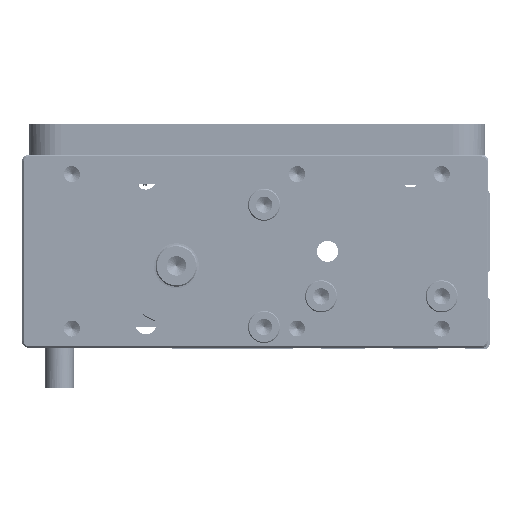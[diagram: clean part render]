
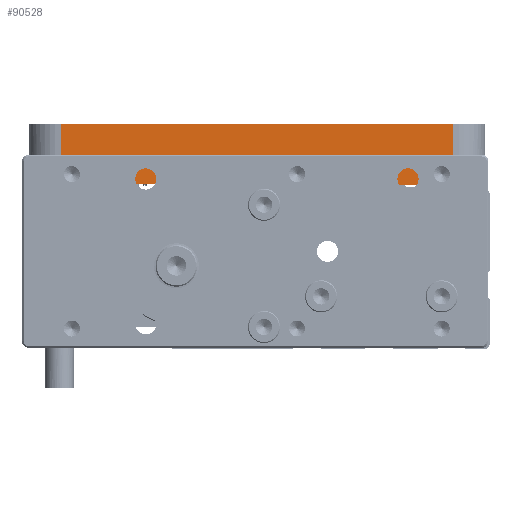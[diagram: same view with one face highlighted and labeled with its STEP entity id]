
A CAD part, left-side view. The second image highlights one B-rep face of the part: STEP entity #90528.
In plain terms, the highlighted face is planar.
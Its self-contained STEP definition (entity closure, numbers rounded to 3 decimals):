
#137 = VECTOR ( 'NONE', #96399, 1000. ) ;
#2126 = ORIENTED_EDGE ( 'NONE', *, *, #47868, .F. ) ;
#4047 = VECTOR ( 'NONE', #102127, 1000. ) ;
#4512 = DIRECTION ( 'NONE',  ( 0., 1., 0. ) ) ;
#4528 = ORIENTED_EDGE ( 'NONE', *, *, #17609, .T. ) ;
#8452 = DIRECTION ( 'NONE',  ( 0., 1., 0. ) ) ;
#8972 = ORIENTED_EDGE ( 'NONE', *, *, #13932, .T. ) ;
#10520 = EDGE_CURVE ( 'NONE', #42963, #23994, #100431, .T. ) ;
#10939 = ORIENTED_EDGE ( 'NONE', *, *, #102906, .T. ) ;
#11989 = LINE ( 'NONE', #93395, #100744 ) ;
#13871 = DIRECTION ( 'NONE',  ( 0., 0., -1. ) ) ;
#13932 = EDGE_CURVE ( 'NONE', #83241, #23994, #68106, .T. ) ;
#14464 = CARTESIAN_POINT ( 'NONE',  ( 45.5, -51.3, 18.5 ) ) ;
#17609 = EDGE_CURVE ( 'NONE', #43446, #68220, #18576, .T. ) ;
#18310 = CARTESIAN_POINT ( 'NONE',  ( 45.5, -102.5, 23. ) ) ;
#18576 = LINE ( 'NONE', #55022, #88697 ) ;
#18993 = LINE ( 'NONE', #69862, #137 ) ;
#19138 = LINE ( 'NONE', #89014, #103258 ) ;
#19241 = CARTESIAN_POINT ( 'NONE',  ( 45.5, -101., 19. ) ) ;
#23994 = VERTEX_POINT ( 'NONE', #46235 ) ;
#25740 = AXIS2_PLACEMENT_3D ( 'NONE', #106627, #88698, #97359 ) ;
#27531 = VECTOR ( 'NONE', #4512, 1000. ) ;
#28047 = VERTEX_POINT ( 'NONE', #19241 ) ;
#32319 = ORIENTED_EDGE ( 'NONE', *, *, #10520, .F. ) ;
#37588 = CARTESIAN_POINT ( 'NONE',  ( 45.5, -55.3, 20.8 ) ) ;
#41283 = ORIENTED_EDGE ( 'NONE', *, *, #58736, .F. ) ;
#42100 = CARTESIAN_POINT ( 'NONE',  ( 45.5, -101., 23. ) ) ;
#42963 = VERTEX_POINT ( 'NONE', #14464 ) ;
#43446 = VERTEX_POINT ( 'NONE', #18310 ) ;
#45040 = CARTESIAN_POINT ( 'NONE',  ( 45.5, -55.3, 19. ) ) ;
#46235 = CARTESIAN_POINT ( 'NONE',  ( 45.5, 19.5, 18.5 ) ) ;
#46483 = VECTOR ( 'NONE', #64740, 1000. ) ;
#47868 = EDGE_CURVE ( 'NONE', #28047, #58853, #19138, .T. ) ;
#51045 = CARTESIAN_POINT ( 'NONE',  ( 45.5, 0., 23. ) ) ;
#52639 = LINE ( 'NONE', #62427, #91786 ) ;
#54134 = FACE_OUTER_BOUND ( 'NONE', #86212, .T. ) ;
#55022 = CARTESIAN_POINT ( 'NONE',  ( 45.5, -102.5, 19. ) ) ;
#56681 = VECTOR ( 'NONE', #59115, 1000. ) ;
#56916 = VERTEX_POINT ( 'NONE', #42100 ) ;
#58736 = EDGE_CURVE ( 'NONE', #105214, #42963, #18993, .T. ) ;
#58853 = VERTEX_POINT ( 'NONE', #45040 ) ;
#59115 = DIRECTION ( 'NONE',  ( 0., 1., 0. ) ) ;
#60409 = DIRECTION ( 'NONE',  ( 0., 1., 0. ) ) ;
#62255 = CARTESIAN_POINT ( 'NONE',  ( 45.5, -55.3, 15.5 ) ) ;
#62427 = CARTESIAN_POINT ( 'NONE',  ( 45.5, -101., 23. ) ) ;
#63680 = CARTESIAN_POINT ( 'NONE',  ( 45.5, -102.5, 0. ) ) ;
#64740 = DIRECTION ( 'NONE',  ( 0., 0., -1. ) ) ;
#67598 = CARTESIAN_POINT ( 'NONE',  ( 45.5, -55.3, 15.5 ) ) ;
#68106 = LINE ( 'NONE', #102707, #4047 ) ;
#68220 = VERTEX_POINT ( 'NONE', #63680 ) ;
#69862 = CARTESIAN_POINT ( 'NONE',  ( 45.5, -51.3, 20.8 ) ) ;
#75193 = ORIENTED_EDGE ( 'NONE', *, *, #107177, .F. ) ;
#80040 = LINE ( 'NONE', #62255, #109468 ) ;
#80294 = CARTESIAN_POINT ( 'NONE',  ( 45.5, -51.3, 15.5 ) ) ;
#81405 = LINE ( 'NONE', #37588, #46483 ) ;
#82987 = DIRECTION ( 'NONE',  ( 0., 1., 0. ) ) ;
#83241 = VERTEX_POINT ( 'NONE', #87301 ) ;
#83657 = CARTESIAN_POINT ( 'NONE',  ( 45.5, -51.3, 18.5 ) ) ;
#84955 = ORIENTED_EDGE ( 'NONE', *, *, #99899, .F. ) ;
#85938 = ORIENTED_EDGE ( 'NONE', *, *, #88945, .F. ) ;
#86212 = EDGE_LOOP ( 'NONE', ( #8972, #32319, #41283, #84955, #75193, #2126, #85938, #89856, #4528, #10939 ) ) ;
#87301 = CARTESIAN_POINT ( 'NONE',  ( 45.5, 19.5, 0. ) ) ;
#87931 = EDGE_CURVE ( 'NONE', #43446, #56916, #102932, .T. ) ;
#88697 = VECTOR ( 'NONE', #13871, 1000. ) ;
#88698 = DIRECTION ( 'NONE',  ( -1., 0., 0. ) ) ;
#88945 = EDGE_CURVE ( 'NONE', #56916, #28047, #52639, .T. ) ;
#89014 = CARTESIAN_POINT ( 'NONE',  ( 45.5, 29.5, 19. ) ) ;
#89856 = ORIENTED_EDGE ( 'NONE', *, *, #87931, .F. ) ;
#90528 = ADVANCED_FACE ( 'NONE', ( #54134 ), #107213, .F. ) ;
#91786 = VECTOR ( 'NONE', #96443, 1000. ) ;
#93395 = CARTESIAN_POINT ( 'NONE',  ( 45.5, 29.5, 0. ) ) ;
#96399 = DIRECTION ( 'NONE',  ( 0., 0., 1. ) ) ;
#96443 = DIRECTION ( 'NONE',  ( 0., 0., -1. ) ) ;
#97359 = DIRECTION ( 'NONE',  ( 0., -1., 0. ) ) ;
#99899 = EDGE_CURVE ( 'NONE', #111202, #105214, #80040, .T. ) ;
#100431 = LINE ( 'NONE', #83657, #27531 ) ;
#100744 = VECTOR ( 'NONE', #82987, 1000. ) ;
#102127 = DIRECTION ( 'NONE',  ( 0., 0., 1. ) ) ;
#102707 = CARTESIAN_POINT ( 'NONE',  ( 45.5, 19.5, 19. ) ) ;
#102906 = EDGE_CURVE ( 'NONE', #68220, #83241, #11989, .T. ) ;
#102932 = LINE ( 'NONE', #51045, #56681 ) ;
#103258 = VECTOR ( 'NONE', #60409, 1000. ) ;
#105214 = VERTEX_POINT ( 'NONE', #80294 ) ;
#106627 = CARTESIAN_POINT ( 'NONE',  ( 45.5, 29.5, 19. ) ) ;
#107177 = EDGE_CURVE ( 'NONE', #58853, #111202, #81405, .T. ) ;
#107213 = PLANE ( 'NONE',  #25740 ) ;
#109468 = VECTOR ( 'NONE', #8452, 1000. ) ;
#111202 = VERTEX_POINT ( 'NONE', #67598 ) ;
